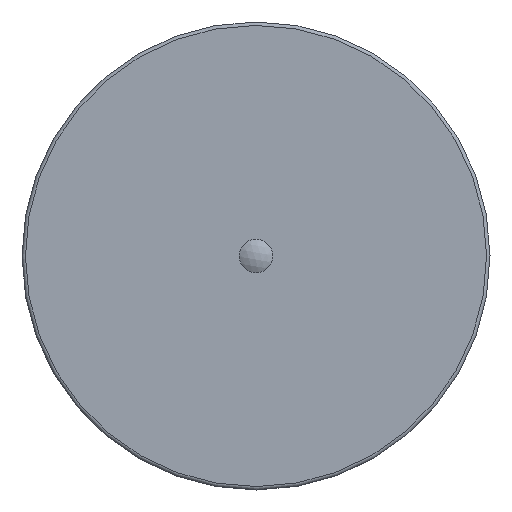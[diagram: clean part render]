
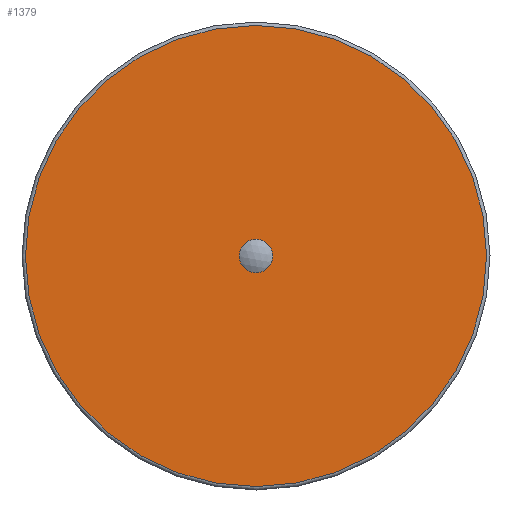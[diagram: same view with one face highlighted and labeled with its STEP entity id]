
A CAD part, front view. The second image highlights one B-rep face of the part: STEP entity #1379.
In plain terms, the highlighted planar face has unit normal (0, -1, 0).
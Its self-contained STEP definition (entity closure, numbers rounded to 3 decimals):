
#44=FACE_BOUND('',#280,.T.);
#95=PLANE('',#1568);
#184=FACE_OUTER_BOUND('',#279,.T.);
#279=EDGE_LOOP('',(#1120,#1121));
#280=EDGE_LOOP('',(#1122,#1123));
#474=CIRCLE('',#1565,84.5);
#475=CIRCLE('',#1566,84.5);
#477=CIRCLE('',#1569,4.05);
#478=CIRCLE('',#1570,4.05);
#603=VERTEX_POINT('',#3022);
#604=VERTEX_POINT('',#3023);
#605=VERTEX_POINT('',#3028);
#606=VERTEX_POINT('',#3029);
#781=EDGE_CURVE('',#603,#604,#474,.T.);
#782=EDGE_CURVE('',#604,#603,#475,.T.);
#784=EDGE_CURVE('',#605,#606,#477,.T.);
#785=EDGE_CURVE('',#606,#605,#478,.T.);
#1120=ORIENTED_EDGE('',*,*,#781,.T.);
#1121=ORIENTED_EDGE('',*,*,#782,.T.);
#1122=ORIENTED_EDGE('',*,*,#784,.F.);
#1123=ORIENTED_EDGE('',*,*,#785,.F.);
#1379=ADVANCED_FACE('',(#184,#44),#95,.T.);
#1565=AXIS2_PLACEMENT_3D('',#3024,#1939,#1940);
#1566=AXIS2_PLACEMENT_3D('',#3025,#1941,#1942);
#1568=AXIS2_PLACEMENT_3D('',#3027,#1945,#1946);
#1569=AXIS2_PLACEMENT_3D('',#3030,#1947,#1948);
#1570=AXIS2_PLACEMENT_3D('',#3031,#1949,#1950);
#1939=DIRECTION('center_axis',(0.,-1.,0.));
#1940=DIRECTION('ref_axis',(-0.985,0.,0.171));
#1941=DIRECTION('center_axis',(0.,-1.,0.));
#1942=DIRECTION('ref_axis',(-0.985,0.,0.171));
#1945=DIRECTION('center_axis',(0.,-1.,0.));
#1946=DIRECTION('ref_axis',(0.171,0.,0.985));
#1947=DIRECTION('center_axis',(0.,-1.,0.));
#1948=DIRECTION('ref_axis',(-0.985,0.,0.171));
#1949=DIRECTION('center_axis',(0.,-1.,0.));
#1950=DIRECTION('ref_axis',(-0.985,0.,0.171));
#3022=CARTESIAN_POINT('',(-76.608,-139.255,14.429));
#3023=CARTESIAN_POINT('',(-7.778,-139.255,-83.259));
#3024=CARTESIAN_POINT('Origin',(6.651,-139.255,0.));
#3025=CARTESIAN_POINT('Origin',(6.651,-139.255,0.));
#3027=CARTESIAN_POINT('Origin',(2.66,-139.255,0.692));
#3028=CARTESIAN_POINT('',(2.66,-139.255,0.692));
#3029=CARTESIAN_POINT('',(10.642,-139.255,-0.692));
#3030=CARTESIAN_POINT('Origin',(6.651,-139.255,0.));
#3031=CARTESIAN_POINT('Origin',(6.651,-139.255,0.));
